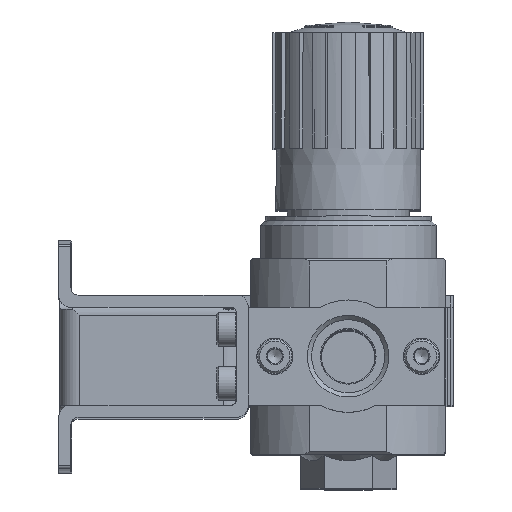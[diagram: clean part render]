
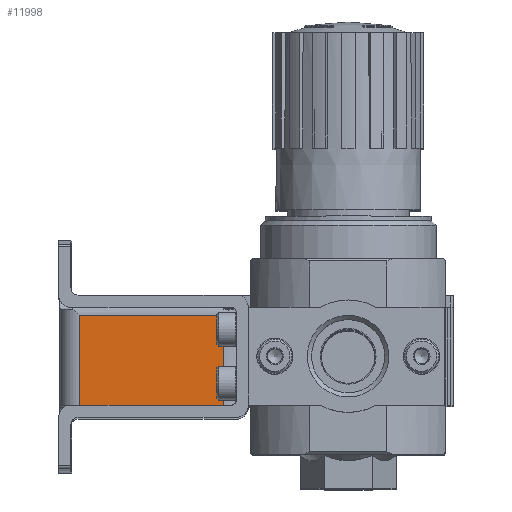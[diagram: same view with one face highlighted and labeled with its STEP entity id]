
A CAD part, top view. The second image highlights one B-rep face of the part: STEP entity #11998.
In plain terms, the highlighted face is planar.
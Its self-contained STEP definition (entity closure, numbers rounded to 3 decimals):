
#701=PLANE('',#13238);
#1397=LINE('',#19752,#2149);
#1398=LINE('',#19755,#2150);
#1399=LINE('',#19757,#2151);
#1400=LINE('',#19759,#2152);
#2149=VECTOR('',#16262,1000.);
#2150=VECTOR('',#16263,1000.);
#2151=VECTOR('',#16264,1000.);
#2152=VECTOR('',#16265,1000.);
#4843=ORIENTED_EDGE('',*,*,#6460,.T.);
#4844=ORIENTED_EDGE('',*,*,#6461,.F.);
#4845=ORIENTED_EDGE('',*,*,#6462,.F.);
#4846=ORIENTED_EDGE('',*,*,#6463,.T.);
#6460=EDGE_CURVE('',#7512,#7513,#1397,.T.);
#6461=EDGE_CURVE('',#7514,#7513,#1398,.T.);
#6462=EDGE_CURVE('',#7515,#7514,#1399,.T.);
#6463=EDGE_CURVE('',#7515,#7512,#1400,.T.);
#7512=VERTEX_POINT('',#19753);
#7513=VERTEX_POINT('',#19754);
#7514=VERTEX_POINT('',#19756);
#7515=VERTEX_POINT('',#19758);
#8920=EDGE_LOOP('',(#4843,#4844,#4845,#4846));
#9768=FACE_BOUND('',#8920,.T.);
#11998=ADVANCED_FACE('',(#9768),#701,.F.);
#13238=AXIS2_PLACEMENT_3D('',#19751,#16260,#16261);
#16260=DIRECTION('',(0.,-1.,0.));
#16261=DIRECTION('',(0.,0.,-1.));
#16262=DIRECTION('',(-1.,0.,0.));
#16263=DIRECTION('',(0.,0.,-1.));
#16264=DIRECTION('',(-1.,0.,0.));
#16265=DIRECTION('',(0.,0.,-1.));
#19751=CARTESIAN_POINT('',(37.5,18.5,23.7));
#19752=CARTESIAN_POINT('',(50.,18.5,-8.6));
#19753=CARTESIAN_POINT('',(33.5,18.5,-8.6));
#19754=CARTESIAN_POINT('',(4.,18.5,-8.6));
#19755=CARTESIAN_POINT('',(4.,18.5,50.));
#19756=CARTESIAN_POINT('',(4.,18.5,9.9));
#19757=CARTESIAN_POINT('',(37.5,18.5,9.9));
#19758=CARTESIAN_POINT('',(33.5,18.5,9.9));
#19759=CARTESIAN_POINT('',(33.5,18.5,50.));
